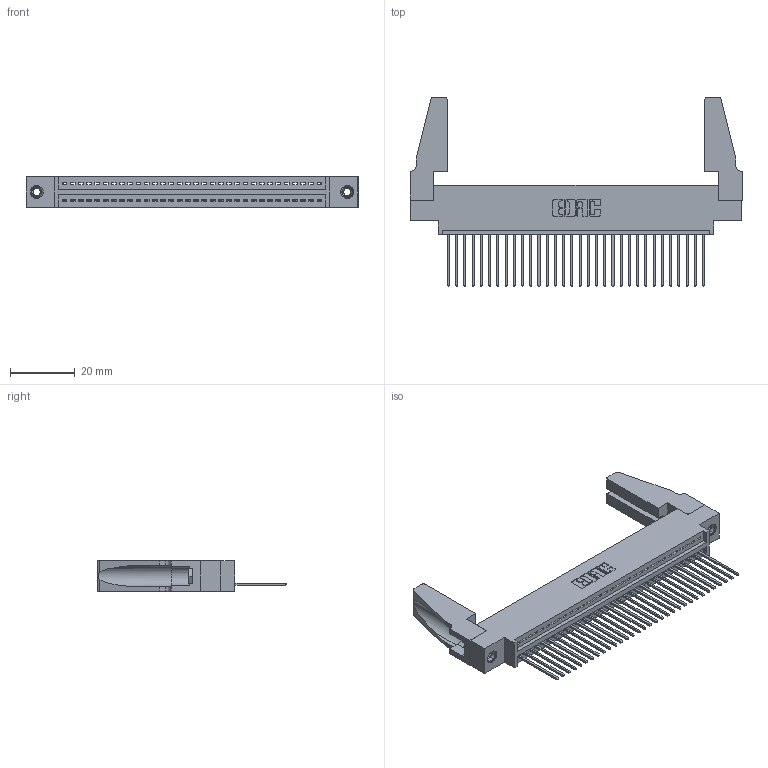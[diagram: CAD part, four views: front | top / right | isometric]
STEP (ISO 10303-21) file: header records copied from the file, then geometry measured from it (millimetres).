
FILE_DESCRIPTION (( 'STEP AP203' ), '1' );
FILE_NAME ('345-032-542-688.STEP', '2019-10-07T14:48:03', ( '' ), ( '' ), 'SwSTEP 2.0', 'SolidWorks 2016', '' );
FILE_SCHEMA (( 'CONFIG_CONTROL_DESIGN' ));
Length unit declared in the file: inch
Products named in the file (5): 345 Part_0.170 Offset - 0.156 Dia-TH; 345-292-001_345-293-142; 345-220-078_345-220-088; 345-250-001_345-250-001-102; 345-032-542-688
Assembly tree (37 placements, depth 2):
  345-032-542-688
    345 Part_0.170 Offset - 0.156 Dia-TH
    345-292-001_345-293-142  x32
    345-250-001_345-250-001-102  x2
    345-220-078_345-220-088  x2
Bounding box: 102.51 x 58.47 x 9.4 mm (x, y, z)
Volume: 12865.3 mm3; surface area: 16344.7 mm2
Topology: 37 solids, 37 shells, 2110 faces, 6299 edges, 4146 vertices
Faces by surface type: plane 1436, cylinder 658, cone 12, torus 4
Entity records: 27728 total; most frequent: CARTESIAN_POINT 4794, ORIENTED_EDGE 4720, DIRECTION 4208, EDGE_CURVE 2360, VECTOR 2058, LINE 2058, VERTEX_POINT 1566, AXIS2_PLACEMENT_3D 1075
